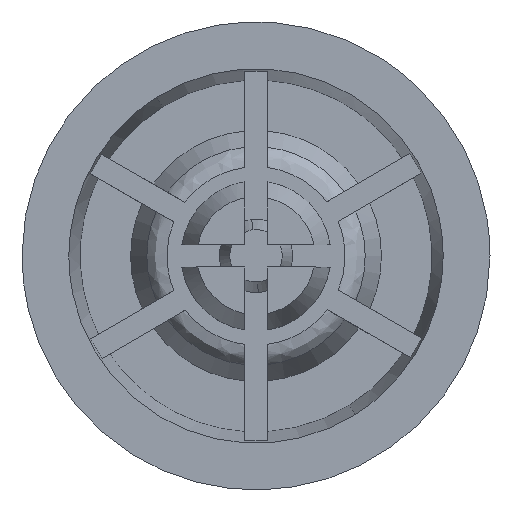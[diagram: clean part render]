
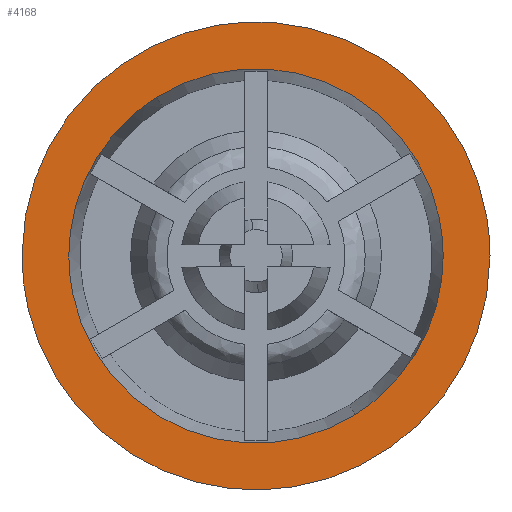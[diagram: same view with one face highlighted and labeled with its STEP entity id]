
A CAD part, top view. The second image highlights one B-rep face of the part: STEP entity #4168.
In plain terms, the highlighted free-form (B-spline) face has degree [1, 1] with [2, 2] control points.
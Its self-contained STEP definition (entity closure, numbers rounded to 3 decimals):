
#2086=CARTESIAN_POINT('',(0.981,12.461,0.));
#2087=VERTEX_POINT('',#2086);
#2093=CARTESIAN_POINT('',(8.653,9.021,0.));
#2094=VERTEX_POINT('',#2093);
#2095=CARTESIAN_POINT('',(0.981,12.461,0.));
#2096=CARTESIAN_POINT('',(5.431,12.111,0.0));
#2097=CARTESIAN_POINT('',(8.653,9.021,0.0));
#2105=(BOUNDED_CURVE()B_SPLINE_CURVE(2,(#2095,#2096,#2097),.UNSPECIFIED.,.F.,.U.)B_SPLINE_CURVE_WITH_KNOTS((3,3),(0.264,0.372),.UNSPECIFIED.)CURVE()GEOMETRIC_REPRESENTATION_ITEM()RATIONAL_B_SPLINE_CURVE((0.97,0.857,0.854))REPRESENTATION_ITEM(''));
#2106=EDGE_CURVE('',#2087,#2094,#2105,.T.);
#2158=CARTESIAN_POINT('',(12.5,0.0,0.0));
#2159=VERTEX_POINT('',#2158);
#2160=CARTESIAN_POINT('',(8.653,9.021,0.));
#2161=CARTESIAN_POINT('',(12.5,5.331,0.0));
#2162=CARTESIAN_POINT('',(12.5,0.0,0.0));
#2170=(BOUNDED_CURVE()B_SPLINE_CURVE(2,(#2160,#2161,#2162),.UNSPECIFIED.,.F.,.U.)B_SPLINE_CURVE_WITH_KNOTS((3,3),(0.372,0.5),.UNSPECIFIED.)CURVE()GEOMETRIC_REPRESENTATION_ITEM()RATIONAL_B_SPLINE_CURVE((0.854,0.85,1.0))REPRESENTATION_ITEM(''));
#2171=EDGE_CURVE('',#2094,#2159,#2170,.T.);
#2173=CARTESIAN_POINT('',(-12.5,0.0,0.0));
#2174=VERTEX_POINT('',#2173);
#2175=CARTESIAN_POINT('',(12.5,0.0,0.0));
#2176=CARTESIAN_POINT('',(12.5,-12.5,0.0));
#2177=CARTESIAN_POINT('',(0.0,-12.5,0.0));
#2178=CARTESIAN_POINT('',(-12.5,-12.5,0.0));
#2179=CARTESIAN_POINT('',(-12.5,0.0,0.0));
#2187=(BOUNDED_CURVE()B_SPLINE_CURVE(2,(#2175,#2176,#2177,#2178,#2179),.UNSPECIFIED.,.F.,.U.)B_SPLINE_CURVE_WITH_KNOTS((3,2,3),(0.5,0.75,1.0),.UNSPECIFIED.)CURVE()GEOMETRIC_REPRESENTATION_ITEM()RATIONAL_B_SPLINE_CURVE((1.0,0.707,1.0,0.707,1.0))REPRESENTATION_ITEM(''));
#2188=EDGE_CURVE('',#2159,#2174,#2187,.T.);
#2190=CARTESIAN_POINT('',(-12.5,0.0,0.0));
#2191=CARTESIAN_POINT('',(-12.5,12.5,0.0));
#2192=CARTESIAN_POINT('',(0.0,12.5,0.0));
#2193=CARTESIAN_POINT('',(0.491,12.5,0.0));
#2194=CARTESIAN_POINT('',(0.981,12.461,0.));
#2202=(BOUNDED_CURVE()B_SPLINE_CURVE(2,(#2190,#2191,#2192,#2193,#2194),.UNSPECIFIED.,.F.,.U.)B_SPLINE_CURVE_WITH_KNOTS((3,2,3),(0.0,0.25,0.264),.UNSPECIFIED.)CURVE()GEOMETRIC_REPRESENTATION_ITEM()RATIONAL_B_SPLINE_CURVE((1.0,0.707,1.0,0.984,0.97))REPRESENTATION_ITEM(''));
#2203=EDGE_CURVE('',#2174,#2087,#2202,.T.);
#2289=CARTESIAN_POINT('',(10.,0.0,0.0));
#2290=VERTEX_POINT('',#2289);
#2291=CARTESIAN_POINT('',(5.32,-8.468,0.));
#2292=VERTEX_POINT('',#2291);
#2293=CARTESIAN_POINT('',(10.,0.0,0.0));
#2294=CARTESIAN_POINT('',(10.,-5.527,0.0));
#2295=CARTESIAN_POINT('',(5.32,-8.468,0.));
#2303=(BOUNDED_CURVE()B_SPLINE_CURVE(2,(#2293,#2294,#2295),.UNSPECIFIED.,.F.,.U.)B_SPLINE_CURVE_WITH_KNOTS((3,3),(0.5,0.659),.UNSPECIFIED.)CURVE()GEOMETRIC_REPRESENTATION_ITEM()RATIONAL_B_SPLINE_CURVE((1.0,0.814,0.864))REPRESENTATION_ITEM(''));
#2304=EDGE_CURVE('',#2290,#2292,#2303,.T.);
#2306=CARTESIAN_POINT('',(-5.32,8.468,0.));
#2307=VERTEX_POINT('',#2306);
#2308=CARTESIAN_POINT('',(-5.32,8.468,0.));
#2309=CARTESIAN_POINT('',(-2.881,10.,0.0));
#2310=CARTESIAN_POINT('',(0.0,10.,0.0));
#2311=CARTESIAN_POINT('',(10.,10.,0.0));
#2312=CARTESIAN_POINT('',(10.,0.0,0.0));
#2320=(BOUNDED_CURVE()B_SPLINE_CURVE(2,(#2308,#2309,#2310,#2311,#2312),.UNSPECIFIED.,.F.,.U.)B_SPLINE_CURVE_WITH_KNOTS((3,2,3),(0.159,0.25,0.5),.UNSPECIFIED.)CURVE()GEOMETRIC_REPRESENTATION_ITEM()RATIONAL_B_SPLINE_CURVE((0.864,0.893,1.0,0.707,1.0))REPRESENTATION_ITEM(''));
#2321=EDGE_CURVE('',#2307,#2290,#2320,.T.);
#2515=CARTESIAN_POINT('',(-10.,0.0,0.0));
#2516=VERTEX_POINT('',#2515);
#2517=CARTESIAN_POINT('',(5.32,-8.468,0.));
#2518=CARTESIAN_POINT('',(2.881,-10.,0.0));
#2519=CARTESIAN_POINT('',(0.0,-10.,0.0));
#2520=CARTESIAN_POINT('',(-10.,-10.,0.0));
#2521=CARTESIAN_POINT('',(-10.,0.0,0.0));
#2529=(BOUNDED_CURVE()B_SPLINE_CURVE(2,(#2517,#2518,#2519,#2520,#2521),.UNSPECIFIED.,.F.,.U.)B_SPLINE_CURVE_WITH_KNOTS((3,2,3),(0.659,0.75,1.0),.UNSPECIFIED.)CURVE()GEOMETRIC_REPRESENTATION_ITEM()RATIONAL_B_SPLINE_CURVE((0.864,0.893,1.0,0.707,1.0))REPRESENTATION_ITEM(''));
#2530=EDGE_CURVE('',#2292,#2516,#2529,.T.);
#2691=CARTESIAN_POINT('',(-10.,0.0,0.0));
#2692=CARTESIAN_POINT('',(-10.,5.527,0.0));
#2693=CARTESIAN_POINT('',(-5.32,8.468,0.));
#2701=(BOUNDED_CURVE()B_SPLINE_CURVE(2,(#2691,#2692,#2693),.UNSPECIFIED.,.F.,.U.)B_SPLINE_CURVE_WITH_KNOTS((3,3),(0.0,0.159),.UNSPECIFIED.)CURVE()GEOMETRIC_REPRESENTATION_ITEM()RATIONAL_B_SPLINE_CURVE((1.0,0.814,0.864))REPRESENTATION_ITEM(''));
#2702=EDGE_CURVE('',#2516,#2307,#2701,.T.);
#4151=CARTESIAN_POINT('',(-13.749,-13.749,0.0));
#4152=CARTESIAN_POINT('',(13.749,-13.749,0.0));
#4153=CARTESIAN_POINT('',(-13.749,13.745,0.0));
#4154=CARTESIAN_POINT('',(13.749,13.745,0.0));
#4155=B_SPLINE_SURFACE_WITH_KNOTS('',1,1,((#4151,#4153),(#4152,#4154)),.UNSPECIFIED.,.F.,.F.,.U.,(2,2),(2,2),(0.0,27.498),(0.0,27.494),.UNSPECIFIED.);
#4156=ORIENTED_EDGE('',*,*,#2188,.F.);
#4157=ORIENTED_EDGE('',*,*,#2171,.F.);
#4158=ORIENTED_EDGE('',*,*,#2106,.F.);
#4159=ORIENTED_EDGE('',*,*,#2203,.F.);
#4160=EDGE_LOOP('',(#4156,#4157,#4158,#4159));
#4161=FACE_OUTER_BOUND('',#4160,.T.);
#4162=ORIENTED_EDGE('',*,*,#2702,.T.);
#4163=ORIENTED_EDGE('',*,*,#2321,.T.);
#4164=ORIENTED_EDGE('',*,*,#2304,.T.);
#4165=ORIENTED_EDGE('',*,*,#2530,.T.);
#4166=EDGE_LOOP('',(#4162,#4163,#4164,#4165));
#4167=FACE_BOUND('',#4166,.T.);
#4168=ADVANCED_FACE('',(#4161,#4167),#4155,.T.);
